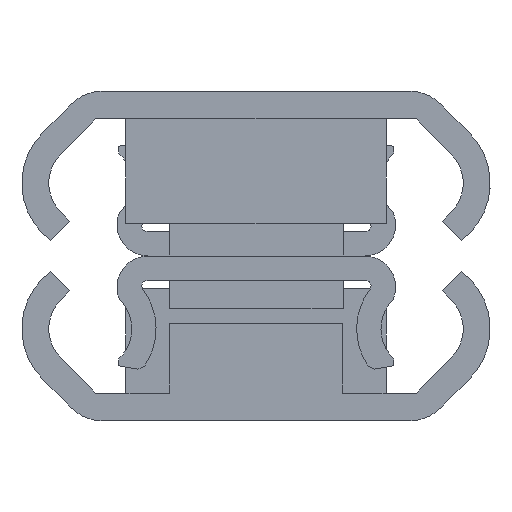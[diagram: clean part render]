
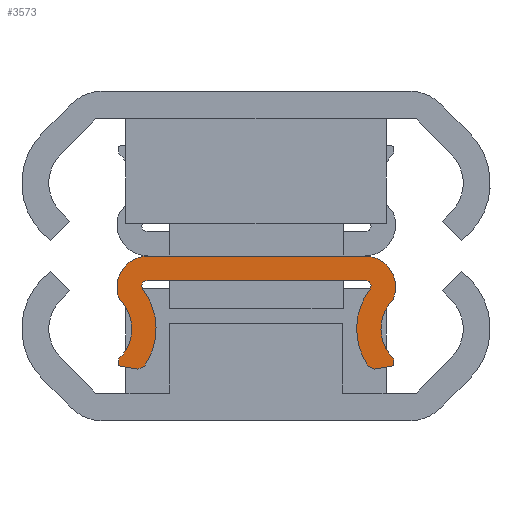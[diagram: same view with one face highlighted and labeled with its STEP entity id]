
A CAD part, left-side view. The second image highlights one B-rep face of the part: STEP entity #3573.
In plain terms, the highlighted planar face has unit normal (-1, 0, 0).
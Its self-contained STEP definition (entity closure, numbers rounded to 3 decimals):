
#1 = EDGE_CURVE ( 'NONE', #396, #2556, #1932, .T. ) ;
#3 = EDGE_CURVE ( 'NONE', #2589, #2545, #1935, .T. ) ;
#12 = EDGE_CURVE ( 'NONE', #2546, #2547, #1993, .T. ) ;
#14 = EDGE_CURVE ( 'NONE', #2545, #2546, #1990, .T. ) ;
#32 = EDGE_CURVE ( 'NONE', #2588, #2568, #1381, .T. ) ;
#293 = ORIENTED_EDGE ( 'NONE', *, *, #3491, .T. ) ;
#294 = ORIENTED_EDGE ( 'NONE', *, *, #3490, .T. ) ;
#295 = ORIENTED_EDGE ( 'NONE', *, *, #12, .T. ) ;
#296 = ORIENTED_EDGE ( 'NONE', *, *, #14, .T. ) ;
#297 = ORIENTED_EDGE ( 'NONE', *, *, #3497, .T. ) ;
#298 = ORIENTED_EDGE ( 'NONE', *, *, #3494, .T. ) ;
#308 = ORIENTED_EDGE ( 'NONE', *, *, #3, .T. ) ;
#309 = ORIENTED_EDGE ( 'NONE', *, *, #1, .T. ) ;
#310 = ORIENTED_EDGE ( 'NONE', *, *, #3771, .T. ) ;
#311 = ORIENTED_EDGE ( 'NONE', *, *, #3501, .T. ) ;
#317 = ORIENTED_EDGE ( 'NONE', *, *, #32, .T. ) ;
#318 = ORIENTED_EDGE ( 'NONE', *, *, #3760, .T. ) ;
#319 = ORIENTED_EDGE ( 'NONE', *, *, #869, .T. ) ;
#320 = ORIENTED_EDGE ( 'NONE', *, *, #895, .T. ) ;
#321 = ORIENTED_EDGE ( 'NONE', *, *, #3763, .T. ) ;
#322 = ORIENTED_EDGE ( 'NONE', *, *, #3729, .T. ) ;
#396 = VERTEX_POINT ( 'NONE', #1105 ) ;
#440 = AXIS2_PLACEMENT_3D ( 'NONE', #3296, #3297, #3298 ) ;
#512 = CIRCLE ( 'NONE', #780, 3.78 ) ;
#531 = CARTESIAN_POINT ( 'NONE',  ( -158.65, 6.831, -6.522 ) ) ;
#532 = DIRECTION ( 'NONE',  ( 0., -0.911, 0.412 ) ) ;
#780 = AXIS2_PLACEMENT_3D ( 'NONE', #2072, #2073, #2074 ) ;
#821 = CIRCLE ( 'NONE', #825, 2.38 ) ;
#825 = AXIS2_PLACEMENT_3D ( 'NONE', #2149, #2150, #2151 ) ;
#829 = VECTOR ( 'NONE', #2157, 1000. ) ;
#836 = CIRCLE ( 'NONE', #839, 1.793 ) ;
#839 = AXIS2_PLACEMENT_3D ( 'NONE', #2174, #2175, #2176 ) ;
#869 = EDGE_CURVE ( 'NONE', #2562, #2589, #3593, .T. ) ;
#895 = EDGE_CURVE ( 'NONE', #2567, #2588, #1480, .T. ) ;
#940 = DIRECTION ( 'NONE',  ( 1., 0., 0. ) ) ;
#949 = DIRECTION ( 'NONE',  ( 0., 0., 1. ) ) ;
#952 = CARTESIAN_POINT ( 'NONE',  ( -158.65, 9.592, 0. ) ) ;
#953 = DIRECTION ( 'NONE',  ( 0., 0., 1. ) ) ;
#962 = CARTESIAN_POINT ( 'NONE',  ( -158.65, -6.297, -1.72 ) ) ;
#979 = DIRECTION ( 'NONE',  ( 0., 1., 0. ) ) ;
#987 = DIRECTION ( 'NONE',  ( 0., -1., 0. ) ) ;
#988 = CARTESIAN_POINT ( 'NONE',  ( -158.65, 6.297, -1.4 ) ) ;
#992 = DIRECTION ( 'NONE',  ( -1., 0., 0. ) ) ;
#993 = CARTESIAN_POINT ( 'NONE',  ( -158.65, -9.561, -4.2 ) ) ;
#1090 = VECTOR ( 'NONE', #987, 1000. ) ;
#1093 = VECTOR ( 'NONE', #979, 1000. ) ;
#1105 = CARTESIAN_POINT ( 'NONE',  ( -158.65, -6.239, 0. ) ) ;
#1172 = CARTESIAN_POINT ( 'NONE',  ( -158.65, 6.297, -1.72 ) ) ;
#1173 = DIRECTION ( 'NONE',  ( 1., 0., 0. ) ) ;
#1174 = DIRECTION ( 'NONE',  ( 0., 0., 1. ) ) ;
#1233 = CARTESIAN_POINT ( 'NONE',  ( -158.65, 7.931, -6.328 ) ) ;
#1234 = DIRECTION ( 'NONE',  ( 0., -0.985, -0.174 ) ) ;
#1335 = CARTESIAN_POINT ( 'NONE',  ( -158.65, -6.297, -1.4 ) ) ;
#1336 = CARTESIAN_POINT ( 'NONE',  ( -158.65, -6.551, -1.914 ) ) ;
#1337 = CARTESIAN_POINT ( 'NONE',  ( -158.65, -6.453, -6.35 ) ) ;
#1338 = CARTESIAN_POINT ( 'NONE',  ( -158.65, -6.831, -6.522 ) ) ;
#1339 = CARTESIAN_POINT ( 'NONE',  ( -158.65, -7.931, -6.328 ) ) ;
#1340 = CARTESIAN_POINT ( 'NONE',  ( -158.65, -7.931, -5.934 ) ) ;
#1341 = CARTESIAN_POINT ( 'NONE',  ( -158.65, -7.879, -2.517 ) ) ;
#1381 = LINE ( 'NONE', #531, #1985 ) ;
#1480 = LINE ( 'NONE', #1233, #3639 ) ;
#1516 = LINE ( 'NONE', #3016, #3815 ) ;
#1517 = LINE ( 'NONE', #3018, #3816 ) ;
#1522 = LINE ( 'NONE', #3031, #3824 ) ;
#1619 = FACE_OUTER_BOUND ( 'NONE', #1882, .T. ) ;
#1882 = EDGE_LOOP ( 'NONE', ( #311, #309, #310, #318, #321, #320, #317, #322, #319, #308, #296, #295, #293, #294, #297, #298 ) ) ;
#1932 = LINE ( 'NONE', #952, #1093 ) ;
#1935 = LINE ( 'NONE', #988, #1090 ) ;
#1985 = VECTOR ( 'NONE', #532, 1000. ) ;
#1990 = CIRCLE ( 'NONE', #1997, 0.32 ) ;
#1993 = CIRCLE ( 'NONE', #2002, 3.78 ) ;
#1997 = AXIS2_PLACEMENT_3D ( 'NONE', #962, #940, #949 ) ;
#2002 = AXIS2_PLACEMENT_3D ( 'NONE', #993, #992, #953 ) ;
#2072 = CARTESIAN_POINT ( 'NONE',  ( -158.65, 9.561, -4.2 ) ) ;
#2073 = DIRECTION ( 'NONE',  ( -1., 0., 0. ) ) ;
#2074 = DIRECTION ( 'NONE',  ( 0., 0., 1. ) ) ;
#2149 = CARTESIAN_POINT ( 'NONE',  ( -158.65, 9.561, -4.2 ) ) ;
#2150 = DIRECTION ( 'NONE',  ( 1., 0., 0. ) ) ;
#2151 = DIRECTION ( 'NONE',  ( 0., 0., 1. ) ) ;
#2156 = CARTESIAN_POINT ( 'NONE',  ( -158.65, 7.931, -5.934 ) ) ;
#2157 = DIRECTION ( 'NONE',  ( 0., 0., -1. ) ) ;
#2174 = CARTESIAN_POINT ( 'NONE',  ( -158.65, 6.239, -1.793 ) ) ;
#2175 = DIRECTION ( 'NONE',  ( -1., 0., 0. ) ) ;
#2176 = DIRECTION ( 'NONE',  ( 0., 0., 1. ) ) ;
#2335 = LINE ( 'NONE', #2156, #829 ) ;
#2545 = VERTEX_POINT ( 'NONE', #1335 ) ;
#2546 = VERTEX_POINT ( 'NONE', #1336 ) ;
#2547 = VERTEX_POINT ( 'NONE', #1337 ) ;
#2548 = VERTEX_POINT ( 'NONE', #1338 ) ;
#2549 = VERTEX_POINT ( 'NONE', #1339 ) ;
#2550 = VERTEX_POINT ( 'NONE', #1340 ) ;
#2551 = VERTEX_POINT ( 'NONE', #1341 ) ;
#2556 = VERTEX_POINT ( 'NONE', #2875 ) ;
#2561 = VERTEX_POINT ( 'NONE', #2880 ) ;
#2562 = VERTEX_POINT ( 'NONE', #2881 ) ;
#2567 = VERTEX_POINT ( 'NONE', #2886 ) ;
#2568 = VERTEX_POINT ( 'NONE', #2887 ) ;
#2570 = VERTEX_POINT ( 'NONE', #2889 ) ;
#2588 = VERTEX_POINT ( 'NONE', #2907 ) ;
#2589 = VERTEX_POINT ( 'NONE', #2908 ) ;
#2875 = CARTESIAN_POINT ( 'NONE',  ( -158.65, 6.239, 0. ) ) ;
#2880 = CARTESIAN_POINT ( 'NONE',  ( -158.65, 7.879, -2.517 ) ) ;
#2881 = CARTESIAN_POINT ( 'NONE',  ( -158.65, 6.551, -1.914 ) ) ;
#2886 = CARTESIAN_POINT ( 'NONE',  ( -158.65, 7.931, -6.328 ) ) ;
#2887 = CARTESIAN_POINT ( 'NONE',  ( -158.65, 6.453, -6.35 ) ) ;
#2889 = CARTESIAN_POINT ( 'NONE',  ( -158.65, 7.931, -5.934 ) ) ;
#2907 = CARTESIAN_POINT ( 'NONE',  ( -158.65, 6.831, -6.522 ) ) ;
#2908 = CARTESIAN_POINT ( 'NONE',  ( -158.65, 6.297, -1.4 ) ) ;
#3016 = CARTESIAN_POINT ( 'NONE',  ( -158.65, -7.931, -6.328 ) ) ;
#3017 = DIRECTION ( 'NONE',  ( 0., -0.985, 0.174 ) ) ;
#3018 = CARTESIAN_POINT ( 'NONE',  ( -158.65, -6.831, -6.522 ) ) ;
#3019 = DIRECTION ( 'NONE',  ( 0., -0.911, -0.412 ) ) ;
#3024 = CARTESIAN_POINT ( 'NONE',  ( -158.65, -9.561, -4.2 ) ) ;
#3025 = DIRECTION ( 'NONE',  ( 1., 0., 0. ) ) ;
#3026 = DIRECTION ( 'NONE',  ( 0., 0., 1. ) ) ;
#3031 = CARTESIAN_POINT ( 'NONE',  ( -158.65, -7.931, -5.934 ) ) ;
#3032 = DIRECTION ( 'NONE',  ( 0., 0., 1. ) ) ;
#3040 = CARTESIAN_POINT ( 'NONE',  ( -158.65, -6.239, -1.793 ) ) ;
#3041 = DIRECTION ( 'NONE',  ( -1., 0., 0. ) ) ;
#3042 = DIRECTION ( 'NONE',  ( 0., 0., 1. ) ) ;
#3295 = PLANE ( 'NONE',  #440 ) ;
#3296 = CARTESIAN_POINT ( 'NONE',  ( -158.65, 9.592, -6.999 ) ) ;
#3297 = DIRECTION ( 'NONE',  ( -1., 0., 0. ) ) ;
#3298 = DIRECTION ( 'NONE',  ( 0., 0., 1. ) ) ;
#3490 = EDGE_CURVE ( 'NONE', #2548, #2549, #1516, .T. ) ;
#3491 = EDGE_CURVE ( 'NONE', #2547, #2548, #1517, .T. ) ;
#3494 = EDGE_CURVE ( 'NONE', #2550, #2551, #3819, .T. ) ;
#3497 = EDGE_CURVE ( 'NONE', #2549, #2550, #1522, .T. ) ;
#3501 = EDGE_CURVE ( 'NONE', #2551, #396, #3817, .T. ) ;
#3573 = ADVANCED_FACE ( 'NONE', ( #1619 ), #3295, .T. ) ;
#3593 = CIRCLE ( 'NONE', #3609, 0.32 ) ;
#3609 = AXIS2_PLACEMENT_3D ( 'NONE', #1172, #1173, #1174 ) ;
#3639 = VECTOR ( 'NONE', #1234, 1000. ) ;
#3729 = EDGE_CURVE ( 'NONE', #2568, #2562, #512, .T. ) ;
#3760 = EDGE_CURVE ( 'NONE', #2561, #2570, #821, .T. ) ;
#3763 = EDGE_CURVE ( 'NONE', #2570, #2567, #2335, .T. ) ;
#3771 = EDGE_CURVE ( 'NONE', #2556, #2561, #836, .T. ) ;
#3815 = VECTOR ( 'NONE', #3017, 1000. ) ;
#3816 = VECTOR ( 'NONE', #3019, 1000. ) ;
#3817 = CIRCLE ( 'NONE', #3830, 1.793 ) ;
#3819 = CIRCLE ( 'NONE', #3821, 2.38 ) ;
#3821 = AXIS2_PLACEMENT_3D ( 'NONE', #3024, #3025, #3026 ) ;
#3824 = VECTOR ( 'NONE', #3032, 1000. ) ;
#3830 = AXIS2_PLACEMENT_3D ( 'NONE', #3040, #3041, #3042 ) ;
